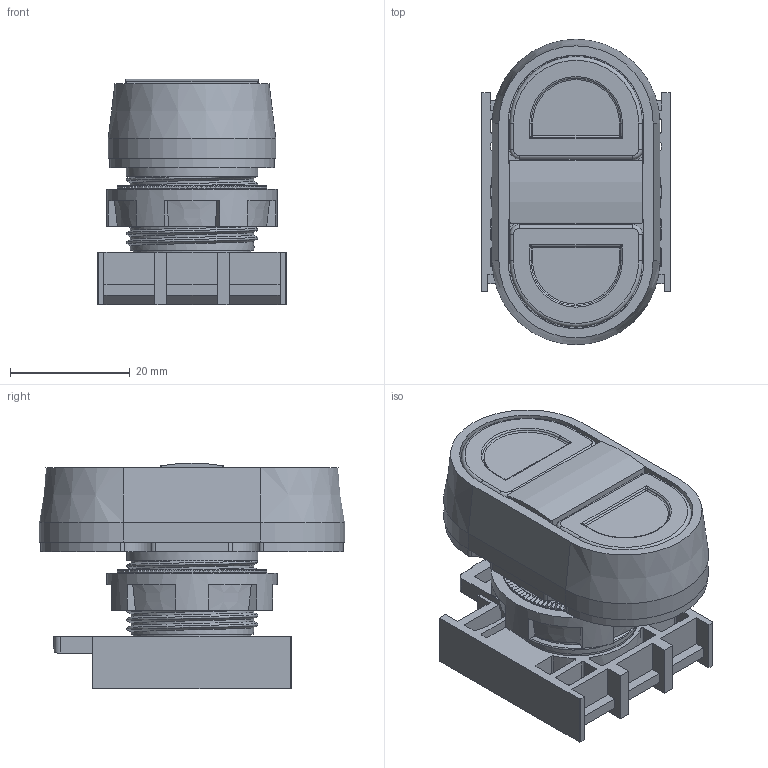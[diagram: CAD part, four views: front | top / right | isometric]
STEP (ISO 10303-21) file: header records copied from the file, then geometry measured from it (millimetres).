
FILE_DESCRIPTION(/* description */ (''),/* implementation_level */ '2;1');
FILE_NAME(/* name */ 'W22DPB-FRFG (V2.0).stp',/* time_stamp */ '2020-07-22T18:08:08+06:00',/* author */ ('Owner'),/* organization */ (''),/* preprocessor_version */ 'ST-DEVELOPER v18',/* originating_system */ 'Autodesk Inventor 2020',/* authorisation */ '');
FILE_SCHEMA (('AUTOMOTIVE_DESIGN { 1 0 10303 214 3 1 1 }'));
Length unit declared in the file: millimetre
Products named in the file (1): Part1
Bounding box: 31.5 x 51 x 37.67 mm (x, y, z)
Volume: 18415.2 mm3; surface area: 22439 mm2
Topology: 2 solids, 4 shells, 1780 faces, 4691 edges, 2943 vertices
Faces by surface type: plane 1143, cylinder 412, bspline 88, torus 72, cone 53, sphere 12
Full cylindrical faces by diameter (mm): 1.8 x2, 2.3 x4, 2.65 x4, 2.75 x2, 5.25 x2, 5.65 x2, 7.25 x4, 8.966 x2, 10 x2, 10.466 x1, 11.6 x2, 19.6 x1, 22.35 x3, 24.95 x1, 28.5 x1
Entity records: 64020 total; most frequent: CARTESIAN_POINT 17980, ORIENTED_EDGE 9358, DIRECTION 9174, EDGE_CURVE 4679, AXIS2_PLACEMENT_3D 3106, LINE 2962, VECTOR 2962, VERTEX_POINT 2943
